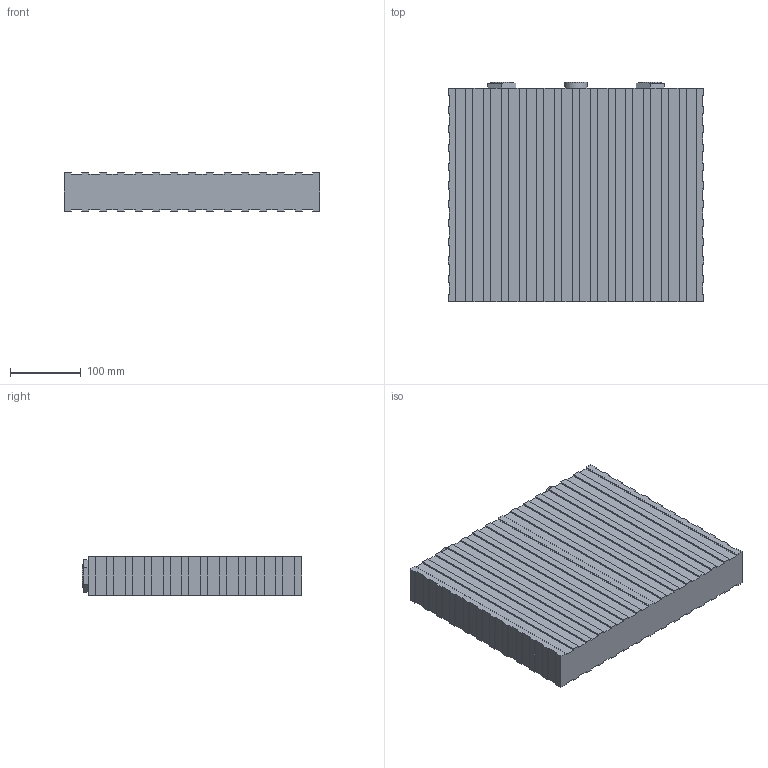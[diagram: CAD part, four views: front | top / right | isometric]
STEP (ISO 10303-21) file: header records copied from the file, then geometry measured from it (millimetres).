
FILE_DESCRIPTION(/* description */ (''),/* implementation_level */ '2;1');
FILE_NAME(/* name */ 'Sinopoly SP-LFP300AHA v7.step',/* time_stamp */ '2022-08-15T22:18:00+02:00',/* author */ (''),/* organization */ (''),/* preprocessor_version */ 'ST-DEVELOPER v19',/* originating_system */ 'Autodesk Translation Framework v11.7.0.108',/* authorisation */ '');
FILE_SCHEMA (('AUTOMOTIVE_DESIGN { 1 0 10303 214 3 1 1 }'));
Length unit declared in the file: millimetre
Products named in the file (1): Sinopoly SP-LFP300AHA
Bounding box: 362 x 310 x 54 mm (x, y, z)
Volume: 5605700.6 mm3; surface area: 334294.5 mm2
Topology: 2 solids, 2 shells, 285 faces, 786 edges, 524 vertices
Faces by surface type: plane 273, cylinder 12
Full cylindrical faces by diameter (mm): 3 x6, 12.023 x2, 28 x1, 32 x3
Entity records: 8978 total; most frequent: CARTESIAN_POINT 1596, ORIENTED_EDGE 1572, DIRECTION 1382, EDGE_CURVE 786, LINE 762, VECTOR 762, VERTEX_POINT 524, AXIS2_PLACEMENT_3D 310
